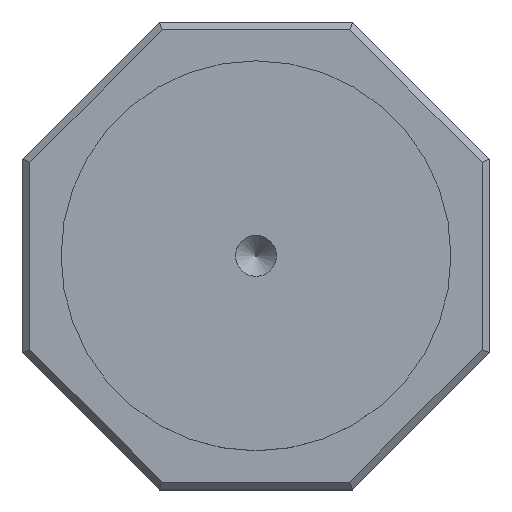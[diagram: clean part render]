
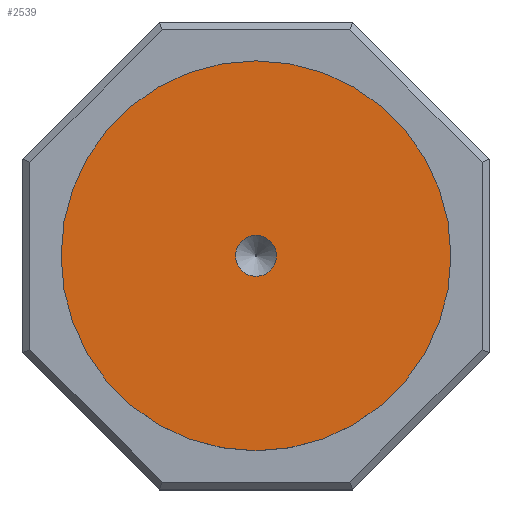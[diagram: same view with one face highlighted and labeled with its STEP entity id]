
A CAD part, top view. The second image highlights one B-rep face of the part: STEP entity #2539.
In plain terms, the highlighted planar face has unit normal (0, 0, 1).
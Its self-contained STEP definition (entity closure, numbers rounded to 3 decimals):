
#2512=CARTESIAN_POINT('',(-5.,0.,12.8));
#2513=DIRECTION('',(0.,0.,-1.));
#2514=DIRECTION('',(-1.,0.,-0.));
#2515=AXIS2_PLACEMENT_3D('',#2512,#2513,#2514);
#2516=PLANE('',#2515);
#2517=CARTESIAN_POINT('',(1.05,-0.,12.8));
#2518=VERTEX_POINT('',#2517);
#2519=CARTESIAN_POINT('',(-0.,0.,12.8));
#2520=DIRECTION('',(-0.,0.,1.));
#2521=DIRECTION('',(1.,0.,0.));
#2522=AXIS2_PLACEMENT_3D('',#2519,#2520,#2521);
#2523=CIRCLE('',#2522,1.05);
#2524=EDGE_CURVE('',#2518,#2518,#2523,.T.);
#2525=ORIENTED_EDGE('',*,*,#2524,.F.);
#2526=EDGE_LOOP('',(#2525));
#2527=FACE_BOUND('',#2526,.T.);
#2528=CARTESIAN_POINT('',(-10.,-0.,12.8));
#2529=VERTEX_POINT('',#2528);
#2530=CARTESIAN_POINT('',(-0.,0.,12.8));
#2531=DIRECTION('',(0.,0.,-1.));
#2532=DIRECTION('',(-1.,0.,-0.));
#2533=AXIS2_PLACEMENT_3D('',#2530,#2531,#2532);
#2534=CIRCLE('',#2533,10.);
#2535=EDGE_CURVE('',#2529,#2529,#2534,.T.);
#2536=ORIENTED_EDGE('',*,*,#2535,.F.);
#2537=EDGE_LOOP('',(#2536));
#2538=FACE_BOUND('',#2537,.T.);
#2539=ADVANCED_FACE('',(#2527,#2538),#2516,.F.);
